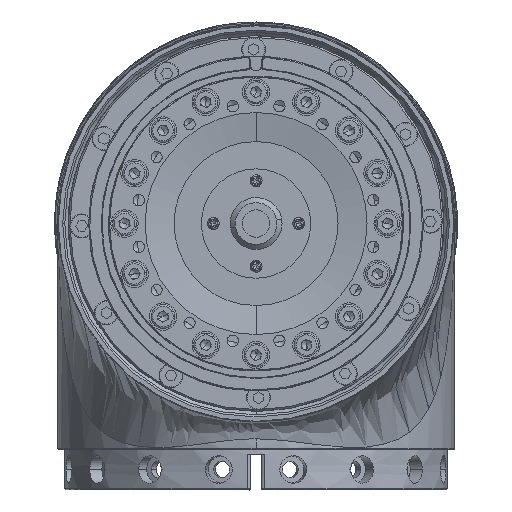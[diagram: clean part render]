
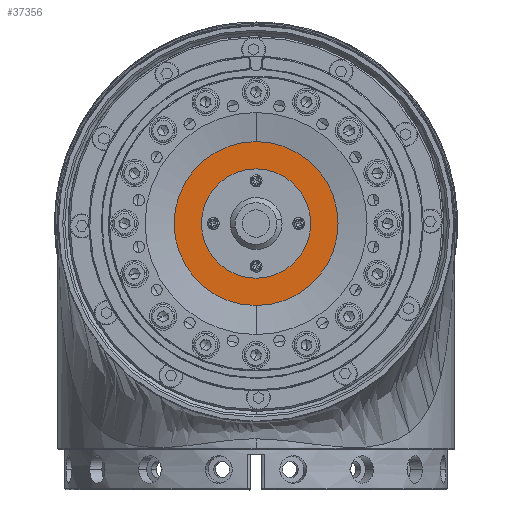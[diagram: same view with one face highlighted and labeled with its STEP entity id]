
A CAD part, left-side view. The second image highlights one B-rep face of the part: STEP entity #37356.
In plain terms, the highlighted planar face has unit normal (-1, 0, 0).
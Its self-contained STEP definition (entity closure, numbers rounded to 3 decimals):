
#82 = EDGE_CURVE ( 'NONE', #40792, #10702, #50078, .T. ) ;
#295 = CARTESIAN_POINT ( 'NONE',  ( -72.22, -13.525, 0. ) ) ;
#844 = CARTESIAN_POINT ( 'NONE',  ( -72.22, -1.025, -12.5 ) ) ;
#1198 = CARTESIAN_POINT ( 'NONE',  ( -72.22, 0., 24. ) ) ;
#1347 = CARTESIAN_POINT ( 'NONE',  ( -72.22, -12.5, 0. ) ) ;
#1779 = EDGE_CURVE ( 'NONE', #41389, #17699, #26417, .T. ) ;
#1901 = CARTESIAN_POINT ( 'NONE',  ( -72.22, 0., 9. ) ) ;
#1903 = FACE_BOUND ( 'NONE', #60083, .T. ) ;
#2188 = CARTESIAN_POINT ( 'NONE',  ( -72.22, -12.5, 0. ) ) ;
#2813 = CIRCLE ( 'NONE', #51717, 11. ) ;
#2916 = EDGE_CURVE ( 'NONE', #59133, #42902, #31639, .T. ) ;
#3593 = CARTESIAN_POINT ( 'NONE',  ( -72.22, 12.5, 0. ) ) ;
#4055 = CARTESIAN_POINT ( 'NONE',  ( -72.22, 1.025, -12.5 ) ) ;
#4143 = DIRECTION ( 'NONE',  ( -1., 0., 0. ) ) ;
#4193 = CIRCLE ( 'NONE', #6381, 11. ) ;
#4895 = CARTESIAN_POINT ( 'NONE',  ( -72.22, 0., 0. ) ) ;
#6232 = DIRECTION ( 'NONE',  ( -1., 0., 0. ) ) ;
#6381 = AXIS2_PLACEMENT_3D ( 'NONE', #4895, #34192, #57472 ) ;
#7211 = PLANE ( 'NONE',  #21383 ) ;
#7680 = EDGE_CURVE ( 'NONE', #55041, #21216, #4193, .T. ) ;
#9919 = ORIENTED_EDGE ( 'NONE', *, *, #23461, .F. ) ;
#10702 = VERTEX_POINT ( 'NONE', #295 ) ;
#11005 = CIRCLE ( 'NONE', #59921, 1.025 ) ;
#11402 = CARTESIAN_POINT ( 'NONE',  ( -72.22, 0., 12.5 ) ) ;
#11448 = DIRECTION ( 'NONE',  ( 1., 0., 0. ) ) ;
#11897 = DIRECTION ( 'NONE',  ( 0., 1., 0. ) ) ;
#13328 = DIRECTION ( 'NONE',  ( 0., -1., 0. ) ) ;
#13335 = DIRECTION ( 'NONE',  ( -1., 0., 0. ) ) ;
#13581 = CIRCLE ( 'NONE', #52444, 24. ) ;
#14277 = AXIS2_PLACEMENT_3D ( 'NONE', #53342, #49313, #39154 ) ;
#15844 = CARTESIAN_POINT ( 'NONE',  ( -72.22, -1.025, 12.5 ) ) ;
#17059 = ORIENTED_EDGE ( 'NONE', *, *, #20413, .F. ) ;
#17141 = VERTEX_POINT ( 'NONE', #1198 ) ;
#17699 = VERTEX_POINT ( 'NONE', #15844 ) ;
#19165 = AXIS2_PLACEMENT_3D ( 'NONE', #42358, #13335, #56942 ) ;
#20248 = EDGE_CURVE ( 'NONE', #53889, #29503, #44671, .T. ) ;
#20413 = EDGE_CURVE ( 'NONE', #17141, #43302, #13581, .T. ) ;
#21216 = VERTEX_POINT ( 'NONE', #45030 ) ;
#21383 = AXIS2_PLACEMENT_3D ( 'NONE', #1901, #56602, #11897 ) ;
#21827 = EDGE_CURVE ( 'NONE', #21216, #55041, #2813, .T. ) ;
#23299 = AXIS2_PLACEMENT_3D ( 'NONE', #3593, #56790, #56159 ) ;
#23461 = EDGE_CURVE ( 'NONE', #10702, #40792, #29807, .T. ) ;
#24102 = EDGE_LOOP ( 'NONE', ( #36944, #45387 ) ) ;
#24339 = DIRECTION ( 'NONE',  ( 0., -1., 0. ) ) ;
#26417 = CIRCLE ( 'NONE', #19165, 1.025 ) ;
#26509 = AXIS2_PLACEMENT_3D ( 'NONE', #30269, #35140, #49100 ) ;
#26578 = EDGE_LOOP ( 'NONE', ( #42021, #48492 ) ) ;
#29503 = VERTEX_POINT ( 'NONE', #844 ) ;
#29807 = CIRCLE ( 'NONE', #57812, 1.025 ) ;
#30269 = CARTESIAN_POINT ( 'NONE',  ( -72.22, 0., -12.5 ) ) ;
#30563 = CARTESIAN_POINT ( 'NONE',  ( -72.22, 0., 0. ) ) ;
#30794 = FACE_BOUND ( 'NONE', #54875, .T. ) ;
#31107 = DIRECTION ( 'NONE',  ( 0., 0., -1. ) ) ;
#31196 = AXIS2_PLACEMENT_3D ( 'NONE', #54470, #59142, #59325 ) ;
#31236 = DIRECTION ( 'NONE',  ( -1., 0., 0. ) ) ;
#31639 = CIRCLE ( 'NONE', #23299, 1.025 ) ;
#33936 = ORIENTED_EDGE ( 'NONE', *, *, #1779, .F. ) ;
#34192 = DIRECTION ( 'NONE',  ( 1., 0., 0. ) ) ;
#35140 = DIRECTION ( 'NONE',  ( -1., 0., 0. ) ) ;
#35700 = DIRECTION ( 'NONE',  ( -1., 0., 0. ) ) ;
#36944 = ORIENTED_EDGE ( 'NONE', *, *, #38587, .F. ) ;
#37356 = ADVANCED_FACE ( 'NONE', ( #38372, #1903, #53503, #43640, #30794, #51988 ), #7211, .F. ) ;
#38372 = FACE_OUTER_BOUND ( 'NONE', #48415, .T. ) ;
#38409 = CARTESIAN_POINT ( 'NONE',  ( -72.22, 13.525, 0. ) ) ;
#38587 = EDGE_CURVE ( 'NONE', #29503, #53889, #11005, .T. ) ;
#39154 = DIRECTION ( 'NONE',  ( 0., -1., 0. ) ) ;
#40118 = CARTESIAN_POINT ( 'NONE',  ( -72.22, 11.475, 0. ) ) ;
#40311 = DIRECTION ( 'NONE',  ( 0., -1., 0. ) ) ;
#40792 = VERTEX_POINT ( 'NONE', #49441 ) ;
#40855 = CARTESIAN_POINT ( 'NONE',  ( -72.22, 0., 0. ) ) ;
#41389 = VERTEX_POINT ( 'NONE', #45226 ) ;
#41933 = ORIENTED_EDGE ( 'NONE', *, *, #59803, .F. ) ;
#42021 = ORIENTED_EDGE ( 'NONE', *, *, #7680, .T. ) ;
#42127 = CIRCLE ( 'NONE', #45724, 1.025 ) ;
#42358 = CARTESIAN_POINT ( 'NONE',  ( -72.22, 0., 12.5 ) ) ;
#42446 = ORIENTED_EDGE ( 'NONE', *, *, #57682, .F. ) ;
#42902 = VERTEX_POINT ( 'NONE', #38409 ) ;
#43302 = VERTEX_POINT ( 'NONE', #55314 ) ;
#43507 = CIRCLE ( 'NONE', #31196, 24. ) ;
#43640 = FACE_BOUND ( 'NONE', #24102, .T. ) ;
#44671 = CIRCLE ( 'NONE', #26509, 1.025 ) ;
#45030 = CARTESIAN_POINT ( 'NONE',  ( -72.22, 11., 0. ) ) ;
#45176 = ORIENTED_EDGE ( 'NONE', *, *, #2916, .F. ) ;
#45226 = CARTESIAN_POINT ( 'NONE',  ( -72.22, 1.025, 12.5 ) ) ;
#45387 = ORIENTED_EDGE ( 'NONE', *, *, #20248, .F. ) ;
#45539 = CARTESIAN_POINT ( 'NONE',  ( -72.22, -11., 0. ) ) ;
#45724 = AXIS2_PLACEMENT_3D ( 'NONE', #11402, #4143, #13328 ) ;
#45881 = DIRECTION ( 'NONE',  ( 1., 0., 0. ) ) ;
#48415 = EDGE_LOOP ( 'NONE', ( #55337, #17059 ) ) ;
#48492 = ORIENTED_EDGE ( 'NONE', *, *, #21827, .T. ) ;
#49100 = DIRECTION ( 'NONE',  ( 0., -1., 0. ) ) ;
#49313 = DIRECTION ( 'NONE',  ( -1., 0., 0. ) ) ;
#49441 = CARTESIAN_POINT ( 'NONE',  ( -72.22, -11.475, 0. ) ) ;
#50078 = CIRCLE ( 'NONE', #61587, 1.025 ) ;
#50398 = EDGE_LOOP ( 'NONE', ( #45176, #42446 ) ) ;
#51717 = AXIS2_PLACEMENT_3D ( 'NONE', #30563, #11448, #40311 ) ;
#51988 = FACE_BOUND ( 'NONE', #26578, .T. ) ;
#52444 = AXIS2_PLACEMENT_3D ( 'NONE', #40855, #45881, #31107 ) ;
#53303 = ORIENTED_EDGE ( 'NONE', *, *, #82, .F. ) ;
#53342 = CARTESIAN_POINT ( 'NONE',  ( -72.22, 12.5, 0. ) ) ;
#53503 = FACE_BOUND ( 'NONE', #50398, .T. ) ;
#53889 = VERTEX_POINT ( 'NONE', #4055 ) ;
#54470 = CARTESIAN_POINT ( 'NONE',  ( -72.22, 0., 0. ) ) ;
#54730 = DIRECTION ( 'NONE',  ( 0., -1., 0. ) ) ;
#54875 = EDGE_LOOP ( 'NONE', ( #9919, #53303 ) ) ;
#54941 = CARTESIAN_POINT ( 'NONE',  ( -72.22, 0., -12.5 ) ) ;
#55041 = VERTEX_POINT ( 'NONE', #45539 ) ;
#55314 = CARTESIAN_POINT ( 'NONE',  ( -72.22, 0., -24. ) ) ;
#55337 = ORIENTED_EDGE ( 'NONE', *, *, #61577, .F. ) ;
#56159 = DIRECTION ( 'NONE',  ( 0., -1., 0. ) ) ;
#56602 = DIRECTION ( 'NONE',  ( 1., 0., 0. ) ) ;
#56790 = DIRECTION ( 'NONE',  ( -1., 0., 0. ) ) ;
#56942 = DIRECTION ( 'NONE',  ( 0., -1., 0. ) ) ;
#57472 = DIRECTION ( 'NONE',  ( 0., -1., 0. ) ) ;
#57682 = EDGE_CURVE ( 'NONE', #42902, #59133, #58266, .T. ) ;
#57812 = AXIS2_PLACEMENT_3D ( 'NONE', #1347, #6232, #59638 ) ;
#58266 = CIRCLE ( 'NONE', #14277, 1.025 ) ;
#59133 = VERTEX_POINT ( 'NONE', #40118 ) ;
#59142 = DIRECTION ( 'NONE',  ( 1., 0., 0. ) ) ;
#59325 = DIRECTION ( 'NONE',  ( 0., 0., -1. ) ) ;
#59638 = DIRECTION ( 'NONE',  ( 0., -1., 0. ) ) ;
#59803 = EDGE_CURVE ( 'NONE', #17699, #41389, #42127, .T. ) ;
#59921 = AXIS2_PLACEMENT_3D ( 'NONE', #54941, #35700, #54730 ) ;
#60083 = EDGE_LOOP ( 'NONE', ( #41933, #33936 ) ) ;
#61577 = EDGE_CURVE ( 'NONE', #43302, #17141, #43507, .T. ) ;
#61587 = AXIS2_PLACEMENT_3D ( 'NONE', #2188, #31236, #24339 ) ;
